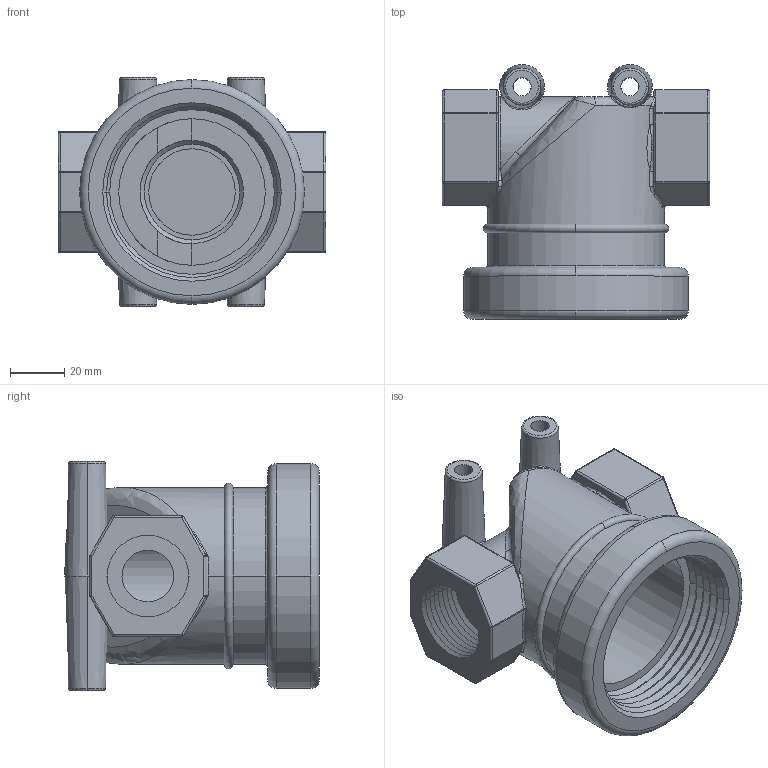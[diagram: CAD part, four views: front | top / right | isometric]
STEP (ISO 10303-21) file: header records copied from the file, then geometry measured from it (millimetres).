
FILE_DESCRIPTION((''),'2;1');
FILE_NAME('LST100H.stp','2012-01-03T13:36:13',(''),(''),'Mechanical Desktop 2009','Mechanical Desktop 2009',', , ');
FILE_SCHEMA(('CONFIG_CONTROL_DESIGN'));
Length unit declared in the file: inch
Products named in the file (2): LST100H; PART1
Assembly tree (1 placements, depth 2):
  LST100H
    PART1
Bounding box: 98.3 x 93.62 x 84.14 mm (x, y, z)
Volume: 192981.3 mm3; surface area: 68640.1 mm2
Topology: 1 solids, 1 shells, 330 faces, 742 edges, 400 vertices
Faces by surface type: cone 104, cylinder 76, bspline 61, plane 43, sphere 28, torus 18
Entity records: 12984 total; most frequent: CARTESIAN_POINT 5800, DIRECTION 1547, ORIENTED_EDGE 1444, EDGE_CURVE 722, AXIS2_PLACEMENT_3D 650, VERTEX_POINT 400, CIRCLE 355, EDGE_LOOP 344
